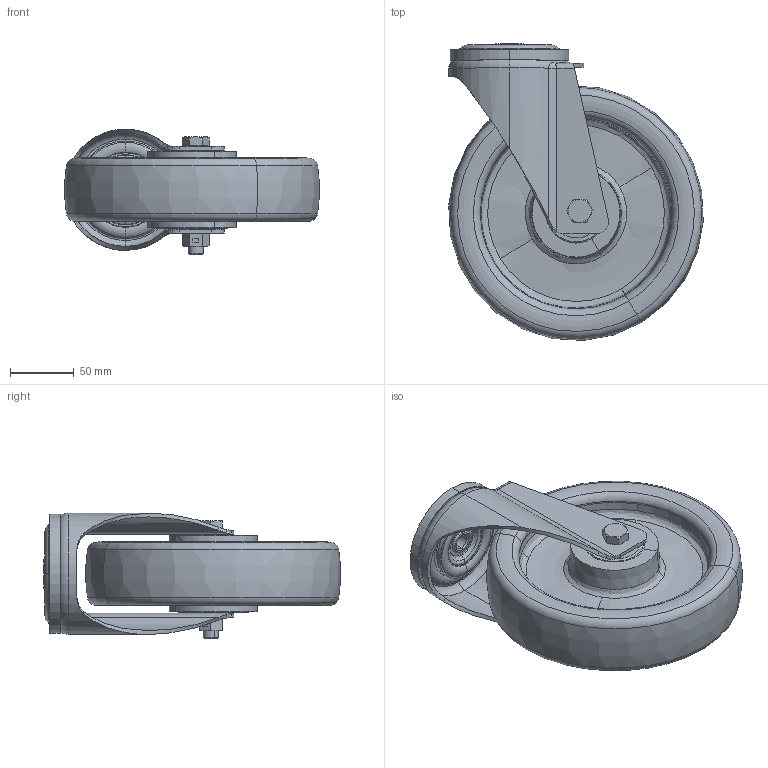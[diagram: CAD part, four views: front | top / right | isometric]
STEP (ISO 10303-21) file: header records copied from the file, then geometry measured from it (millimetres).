
FILE_DESCRIPTION (( 'STEP AP214' ), '1' );
FILE_NAME ('0055697.step', '2023-11-16T08:15:23', ( '' ), ( '' ), 'SwSTEP 2.0', 'SolidWorks 2020', '' );
FILE_SCHEMA (( 'AUTOMOTIVE_DESIGN' ));
Length unit declared in the file: millimetre
Products named in the file (1): 0055697
Bounding box: 199.23 x 232.41 x 98.5 mm (x, y, z)
Volume: 1142276.3 mm3; surface area: 338272.9 mm2
Topology: 28 solids, 29 shells, 545 faces, 1201 edges, 705 vertices
Faces by surface type: torus 124, cone 117, plane 113, cylinder 108, bspline 59, sphere 24
Entity records: 24902 total; most frequent: CARTESIAN_POINT 6867, DIRECTION 2653, ORIENTED_EDGE 2306, AXIS2_PLACEMENT_3D 1172, EDGE_CURVE 1153, CIRCLE 685, VERTEX_POINT 681, EDGE_LOOP 604
